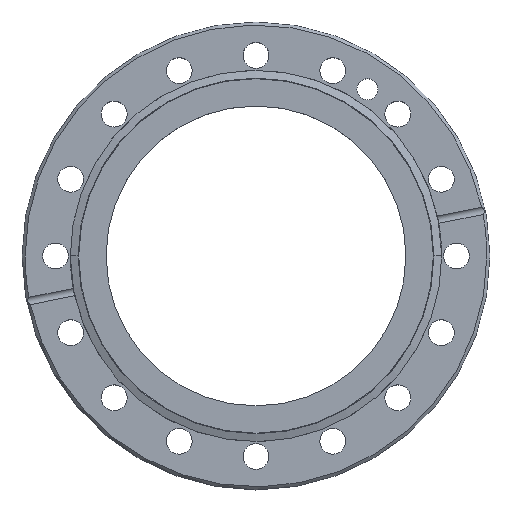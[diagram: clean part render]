
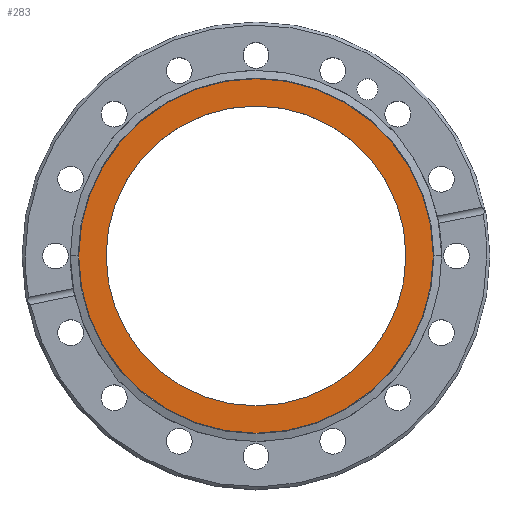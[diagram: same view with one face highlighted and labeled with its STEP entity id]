
A CAD part, top view. The second image highlights one B-rep face of the part: STEP entity #283.
In plain terms, the highlighted planar face has unit normal (0, 0, 1).
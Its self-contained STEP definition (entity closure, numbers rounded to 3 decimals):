
#92 = AXIS2_PLACEMENT_3D ( 'NONE', #430, #422, #396 ) ;
#123 = CARTESIAN_POINT ( 'NONE',  ( 0., 0., -1.2 ) ) ;
#149 = DIRECTION ( 'NONE',  ( 0., 0., -1. ) ) ;
#207 = CIRCLE ( 'NONE', #565, 48.7 ) ;
#247 = EDGE_LOOP ( 'NONE', ( #1661, #1733 ) ) ;
#254 = DIRECTION ( 'NONE',  ( 1., 0., 0. ) ) ;
#277 = DIRECTION ( 'NONE',  ( 1., 0., 0. ) ) ;
#283 = ADVANCED_FACE ( 'NONE', ( #1290, #2128 ), #450, .T. ) ;
#291 = DIRECTION ( 'NONE',  ( 0., 0., 1. ) ) ;
#296 = CARTESIAN_POINT ( 'NONE',  ( 0., 0., -1.2 ) ) ;
#389 = DIRECTION ( 'NONE',  ( 1., 0., 0. ) ) ;
#396 = DIRECTION ( 'NONE',  ( 1., 0., 0. ) ) ;
#400 = DIRECTION ( 'NONE',  ( 0., 0., 1. ) ) ;
#418 = CARTESIAN_POINT ( 'NONE',  ( 0., 0., -1.2 ) ) ;
#422 = DIRECTION ( 'NONE',  ( 0., 0., -1. ) ) ;
#430 = CARTESIAN_POINT ( 'NONE',  ( 0., 0., -1.2 ) ) ;
#450 = PLANE ( 'NONE',  #1720 ) ;
#453 = ORIENTED_EDGE ( 'NONE', *, *, #1728, .T. ) ;
#499 = CARTESIAN_POINT ( 'NONE',  ( 0., 0., -1.2 ) ) ;
#565 = AXIS2_PLACEMENT_3D ( 'NONE', #499, #149, #254 ) ;
#600 = EDGE_CURVE ( 'NONE', #2185, #1209, #207, .T. ) ;
#601 = CARTESIAN_POINT ( 'NONE',  ( -48.7, 0., -1.2 ) ) ;
#613 = CIRCLE ( 'NONE', #92, 48.7 ) ;
#656 = EDGE_CURVE ( 'NONE', #1486, #1619, #1028, .T. ) ;
#1028 = CIRCLE ( 'NONE', #1065, 57.598 ) ;
#1062 = EDGE_CURVE ( 'NONE', #1209, #2185, #613, .T. ) ;
#1065 = AXIS2_PLACEMENT_3D ( 'NONE', #123, #2171, #2057 ) ;
#1105 = CARTESIAN_POINT ( 'NONE',  ( -57.598, 0., -1.2 ) ) ;
#1209 = VERTEX_POINT ( 'NONE', #1956 ) ;
#1241 = CIRCLE ( 'NONE', #2025, 57.598 ) ;
#1290 = FACE_OUTER_BOUND ( 'NONE', #2212, .T. ) ;
#1476 = CARTESIAN_POINT ( 'NONE',  ( 57.598, 0., -1.2 ) ) ;
#1486 = VERTEX_POINT ( 'NONE', #1476 ) ;
#1619 = VERTEX_POINT ( 'NONE', #1105 ) ;
#1661 = ORIENTED_EDGE ( 'NONE', *, *, #600, .T. ) ;
#1720 = AXIS2_PLACEMENT_3D ( 'NONE', #418, #400, #389 ) ;
#1728 = EDGE_CURVE ( 'NONE', #1619, #1486, #1241, .T. ) ;
#1733 = ORIENTED_EDGE ( 'NONE', *, *, #1062, .T. ) ;
#1804 = ORIENTED_EDGE ( 'NONE', *, *, #656, .T. ) ;
#1956 = CARTESIAN_POINT ( 'NONE',  ( 48.7, 0., -1.2 ) ) ;
#2025 = AXIS2_PLACEMENT_3D ( 'NONE', #296, #291, #277 ) ;
#2057 = DIRECTION ( 'NONE',  ( 1., 0., 0. ) ) ;
#2128 = FACE_BOUND ( 'NONE', #247, .T. ) ;
#2171 = DIRECTION ( 'NONE',  ( 0., 0., 1. ) ) ;
#2185 = VERTEX_POINT ( 'NONE', #601 ) ;
#2212 = EDGE_LOOP ( 'NONE', ( #1804, #453 ) ) ;
